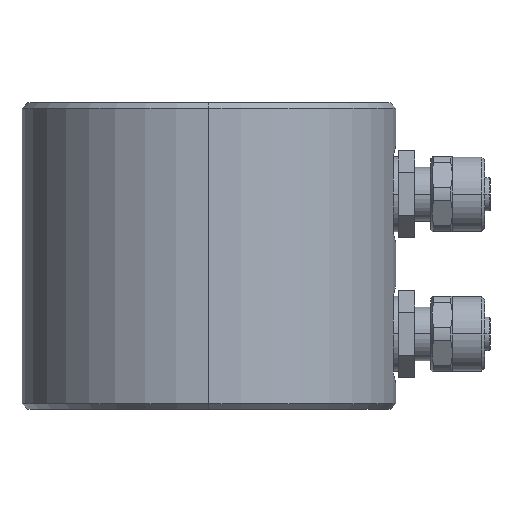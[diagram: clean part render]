
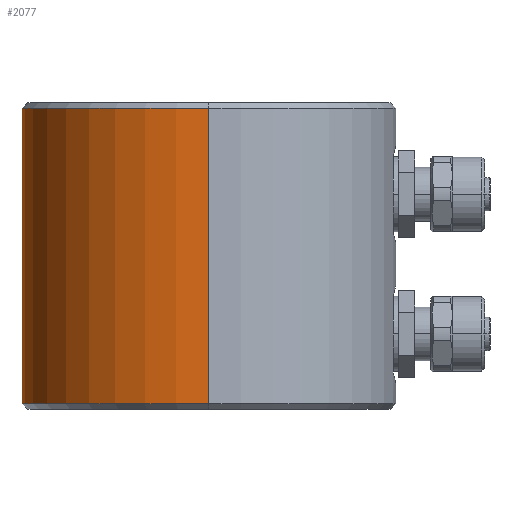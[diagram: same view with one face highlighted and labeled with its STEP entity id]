
A CAD part, left-side view. The second image highlights one B-rep face of the part: STEP entity #2077.
In plain terms, the highlighted cylindrical face has radius 34.75 mm (diameter 69.5 mm), a partial arc.
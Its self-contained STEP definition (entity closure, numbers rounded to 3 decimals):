
#2077 = ADVANCED_FACE ( 'NONE', ( #9440 ), #9438, .T. ) ;
#2078 = EDGE_LOOP ( 'NONE', ( #2079, #2080, #2163, #2164 ) ) ;
#2079 = ORIENTED_EDGE ( 'NONE', *, *, #9214, .T. ) ;
#2080 = ORIENTED_EDGE ( 'NONE', *, *, #2081, .T. ) ;
#2081 = EDGE_CURVE ( 'NONE', #9212, #9062, #9439, .T. ) ;
#2163 = ORIENTED_EDGE ( 'NONE', *, *, #9061, .T. ) ;
#2164 = ORIENTED_EDGE ( 'NONE', *, *, #2165, .F. ) ;
#2165 = EDGE_CURVE ( 'NONE', #9153, #9059, #9647, .T. ) ;
#4091 = CARTESIAN_POINT ( 'NONE',  ( -34.75, 0., -1. ) ) ;
#4092 = DIRECTION ( 'NONE',  ( -1., 0., 0. ) ) ;
#4093 = DIRECTION ( 'NONE',  ( 0., 0., -1. ) ) ;
#4094 = CARTESIAN_POINT ( 'NONE',  ( 0., 0., -1. ) ) ;
#4095 = AXIS2_PLACEMENT_3D ( 'NONE', #4094, #4093, #4092 ) ;
#4096 = CIRCLE ( 'NONE', #4095, 34.75 ) ;
#4097 = CARTESIAN_POINT ( 'NONE',  ( 34.75, 0., -1. ) ) ;
#5713 = CARTESIAN_POINT ( 'NONE',  ( 34.75, 0., -56. ) ) ;
#6548 = DIRECTION ( 'NONE',  ( 1., 0., 0. ) ) ;
#6549 = DIRECTION ( 'NONE',  ( 0., 0., 1. ) ) ;
#6550 = CARTESIAN_POINT ( 'NONE',  ( 0., 0., -56. ) ) ;
#6551 = AXIS2_PLACEMENT_3D ( 'NONE', #6550, #6549, #6548 ) ;
#6552 = CIRCLE ( 'NONE', #6551, 34.75 ) ;
#6553 = CARTESIAN_POINT ( 'NONE',  ( -34.75, 0., -56. ) ) ;
#9059 = VERTEX_POINT ( 'NONE', #4097 ) ;
#9061 = EDGE_CURVE ( 'NONE', #9062, #9059, #4096, .T. ) ;
#9062 = VERTEX_POINT ( 'NONE', #4091 ) ;
#9153 = VERTEX_POINT ( 'NONE', #5713 ) ;
#9212 = VERTEX_POINT ( 'NONE', #6553 ) ;
#9214 = EDGE_CURVE ( 'NONE', #9153, #9212, #6552, .T. ) ;
#9431 = DIRECTION ( 'NONE',  ( 0., 0., 1. ) ) ;
#9432 = VECTOR ( 'NONE', #9431, 1000. ) ;
#9433 = CARTESIAN_POINT ( 'NONE',  ( -34.75, 0., 9.381 ) ) ;
#9434 = DIRECTION ( 'NONE',  ( 1., 0., 0. ) ) ;
#9435 = DIRECTION ( 'NONE',  ( 0., 0., 1. ) ) ;
#9436 = CARTESIAN_POINT ( 'NONE',  ( 0., 0., 9.381 ) ) ;
#9437 = AXIS2_PLACEMENT_3D ( 'NONE', #9436, #9435, #9434 ) ;
#9438 = CYLINDRICAL_SURFACE ( 'NONE', #9437, 34.75 ) ;
#9439 = LINE ( 'NONE', #9433, #9432 ) ;
#9440 = FACE_OUTER_BOUND ( 'NONE', #2078, .T. ) ;
#9644 = DIRECTION ( 'NONE',  ( 0., 0., 1. ) ) ;
#9645 = VECTOR ( 'NONE', #9644, 1000. ) ;
#9646 = CARTESIAN_POINT ( 'NONE',  ( 34.75, 0., 9.381 ) ) ;
#9647 = LINE ( 'NONE', #9646, #9645 ) ;
